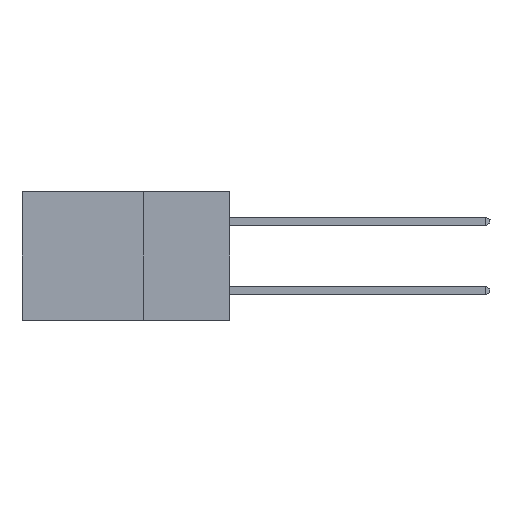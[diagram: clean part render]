
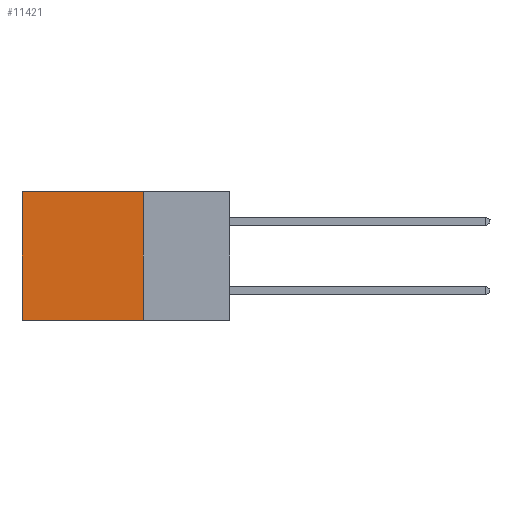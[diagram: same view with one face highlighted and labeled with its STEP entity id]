
A CAD part, left-side view. The second image highlights one B-rep face of the part: STEP entity #11421.
In plain terms, the highlighted planar face has unit normal (-1, 0, 0).
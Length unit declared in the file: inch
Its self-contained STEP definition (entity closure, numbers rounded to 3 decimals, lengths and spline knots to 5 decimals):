
#151 = CARTESIAN_POINT ( 'NONE',  ( 0.298, 0.25, -0.37 ) ) ;
#416 = VERTEX_POINT ( 'NONE', #12928 ) ;
#693 = AXIS2_PLACEMENT_3D ( 'NONE', #10862, #12961, #2990 ) ;
#1180 = DIRECTION ( 'NONE',  ( 0., 1., 0. ) ) ;
#2240 = VERTEX_POINT ( 'NONE', #4057 ) ;
#2475 = VERTEX_POINT ( 'NONE', #151 ) ;
#2967 = VECTOR ( 'NONE', #4700, 39.37008 ) ;
#2990 = DIRECTION ( 'NONE',  ( 0., 0., -1. ) ) ;
#4057 = CARTESIAN_POINT ( 'NONE',  ( 0.298, 0.6, 0. ) ) ;
#4700 = DIRECTION ( 'NONE',  ( 0., 0., -1. ) ) ;
#4729 = VERTEX_POINT ( 'NONE', #12607 ) ;
#4800 = CARTESIAN_POINT ( 'NONE',  ( 0.298, 0.25, 0. ) ) ;
#5132 = DIRECTION ( 'NONE',  ( 0., 1., 0. ) ) ;
#5428 = EDGE_CURVE ( 'NONE', #2475, #416, #7445, .T. ) ;
#5565 = FACE_OUTER_BOUND ( 'NONE', #13162, .T. ) ;
#5604 = DIRECTION ( 'NONE',  ( 0., 0., -1. ) ) ;
#5925 = ORIENTED_EDGE ( 'NONE', *, *, #5428, .F. ) ;
#7445 = LINE ( 'NONE', #11873, #11529 ) ;
#8446 = LINE ( 'NONE', #4800, #2967 ) ;
#8533 = EDGE_CURVE ( 'NONE', #4729, #2475, #8446, .T. ) ;
#8897 = ORIENTED_EDGE ( 'NONE', *, *, #10829, .T. ) ;
#9188 = CARTESIAN_POINT ( 'NONE',  ( 0.298, 0.25, 0. ) ) ;
#9231 = VECTOR ( 'NONE', #5604, 39.37008 ) ;
#10818 = PLANE ( 'NONE',  #693 ) ;
#10829 = EDGE_CURVE ( 'NONE', #4729, #2240, #12059, .T. ) ;
#10862 = CARTESIAN_POINT ( 'NONE',  ( 0.298, 0.25, 0. ) ) ;
#11421 = ADVANCED_FACE ( 'NONE', ( #5565 ), #10818, .F. ) ;
#11529 = VECTOR ( 'NONE', #5132, 39.37008 ) ;
#11873 = CARTESIAN_POINT ( 'NONE',  ( 0.298, 0.25, -0.37 ) ) ;
#12059 = LINE ( 'NONE', #9188, #14310 ) ;
#12120 = EDGE_CURVE ( 'NONE', #2240, #416, #13930, .T. ) ;
#12353 = ORIENTED_EDGE ( 'NONE', *, *, #8533, .F. ) ;
#12479 = CARTESIAN_POINT ( 'NONE',  ( 0.298, 0.6, 0. ) ) ;
#12607 = CARTESIAN_POINT ( 'NONE',  ( 0.298, 0.25, 0. ) ) ;
#12928 = CARTESIAN_POINT ( 'NONE',  ( 0.298, 0.6, -0.37 ) ) ;
#12961 = DIRECTION ( 'NONE',  ( 1., 0., 0. ) ) ;
#13162 = EDGE_LOOP ( 'NONE', ( #14330, #5925, #12353, #8897 ) ) ;
#13930 = LINE ( 'NONE', #12479, #9231 ) ;
#14310 = VECTOR ( 'NONE', #1180, 39.37008 ) ;
#14330 = ORIENTED_EDGE ( 'NONE', *, *, #12120, .T. ) ;
